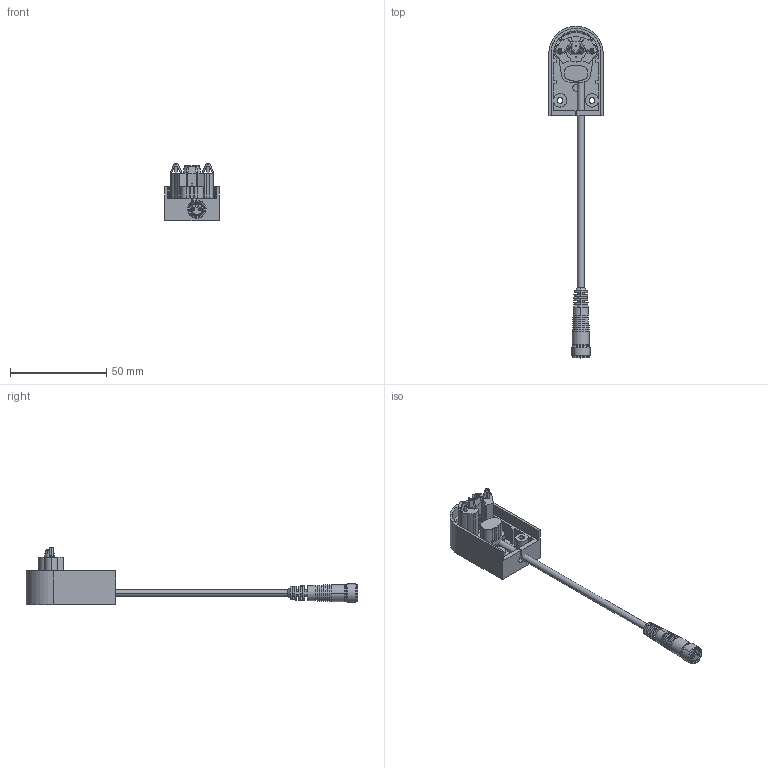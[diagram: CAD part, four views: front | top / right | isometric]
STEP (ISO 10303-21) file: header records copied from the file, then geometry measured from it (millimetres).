
FILE_DESCRIPTION (( 'STEP AP203' ), '1' );
FILE_NAME ('1804-1386_Default.step', '2022-02-03T14:53:59', ( 'Windows User' ), ( '' ), 'SwSTEP 2.0', 'SolidWorks 2021', '' );
FILE_SCHEMA (( 'CONFIG_CONTROL_DESIGN' ));
Length unit declared in the file: inch
Products named in the file (1): 1804-1386_Default
Bounding box: 28.2 x 172.5 x 30 mm (x, y, z)
Volume: 14734 mm3; surface area: 16706.2 mm2
Topology: 11 solids, 11 shells, 724 faces, 1829 edges, 1149 vertices
Faces by surface type: cylinder 304, plane 248, bspline 92, cone 80
Entity records: 24388 total; most frequent: CARTESIAN_POINT 7184, DIRECTION 3641, ORIENTED_EDGE 3626, EDGE_CURVE 1813, AXIS2_PLACEMENT_3D 1426, VERTEX_POINT 1149, EDGE_LOOP 800, CIRCLE 793
